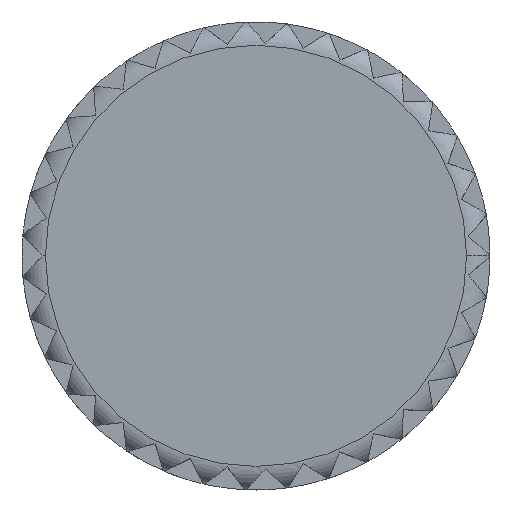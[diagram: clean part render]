
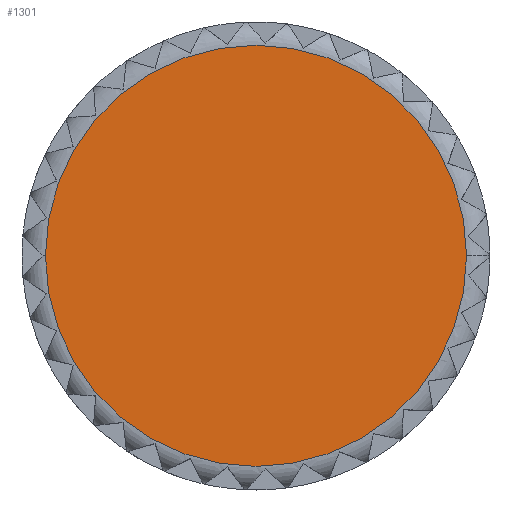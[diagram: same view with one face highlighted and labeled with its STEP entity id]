
A CAD part, top view. The second image highlights one B-rep face of the part: STEP entity #1301.
In plain terms, the highlighted planar face has unit normal (0, 0, 1).
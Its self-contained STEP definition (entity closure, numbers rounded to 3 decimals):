
#909=VERTEX_POINT('',#2547);
#953=EDGE_CURVE('',#909,#1357,#2593,.T.);
#1301=ADVANCED_FACE('',(#2971),#2972,.T.);
#1357=VERTEX_POINT('',#3035);
#2357=EDGE_CURVE('',#1357,#909,#4124,.T.);
#2547=CARTESIAN_POINT('',(-7.2,0.,19.0));
#2593=CIRCLE('',#4454,7.2);
#2971=FACE_OUTER_BOUND('',#5211,.T.);
#2972=PLANE('',#5212);
#3035=CARTESIAN_POINT('',(7.2,0.,19.0));
#4124=CIRCLE('',#7627,7.2);
#4454=AXIS2_PLACEMENT_3D('',#8010,#8011,#8012);
#5211=EDGE_LOOP('',(#8359,#8360));
#5212=AXIS2_PLACEMENT_3D('',#8361,#8362,#8363);
#7627=AXIS2_PLACEMENT_3D('',#9696,#9697,#9698);
#8010=CARTESIAN_POINT('',(0.0,0.,19.0));
#8011=DIRECTION('',(0.0,0.0,1.0));
#8012=DIRECTION('',(-1.0,0.,0.0));
#8359=ORIENTED_EDGE('',*,*,#953,.T.);
#8360=ORIENTED_EDGE('',*,*,#2357,.T.);
#8361=CARTESIAN_POINT('',(-3.6,0.,19.0));
#8362=DIRECTION('',(0.0,0.0,1.0));
#8363=DIRECTION('',(-1.0,0.,0.0));
#9696=CARTESIAN_POINT('',(0.0,0.,19.0));
#9697=DIRECTION('',(0.0,0.0,1.0));
#9698=DIRECTION('',(-1.0,0.,0.0));
